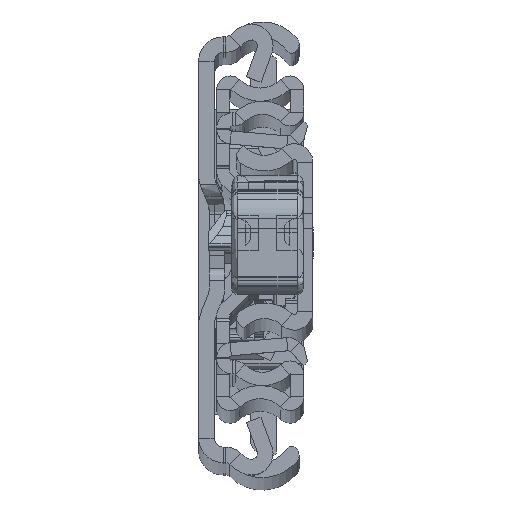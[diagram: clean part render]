
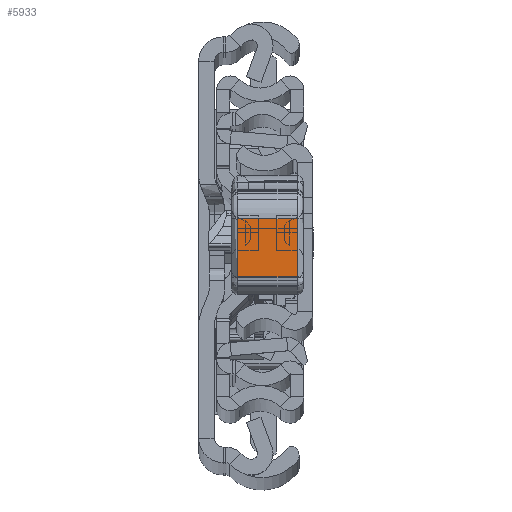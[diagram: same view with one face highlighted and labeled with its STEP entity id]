
A CAD part, top view. The second image highlights one B-rep face of the part: STEP entity #5933.
In plain terms, the highlighted face is planar.
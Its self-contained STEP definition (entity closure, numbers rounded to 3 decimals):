
#1083 = CARTESIAN_POINT ( 'NONE',  ( 39.55, -12.274, 11. ) ) ;
#1168 = LINE ( 'NONE', #10880, #2385 ) ;
#2066 = ORIENTED_EDGE ( 'NONE', *, *, #8642, .T. ) ;
#2385 = VECTOR ( 'NONE', #26877, 1000. ) ;
#3047 = LINE ( 'NONE', #3217, #17938 ) ;
#3217 = CARTESIAN_POINT ( 'NONE',  ( 39.55, -12.274, 11. ) ) ;
#3353 = EDGE_CURVE ( 'NONE', #13287, #25570, #1168, .T. ) ;
#3630 = FACE_OUTER_BOUND ( 'NONE', #17886, .T. ) ;
#4038 = CARTESIAN_POINT ( 'NONE',  ( 39.55, -12.274, 0. ) ) ;
#5322 = CARTESIAN_POINT ( 'NONE',  ( 39.818, -2.465, 11. ) ) ;
#5806 = CARTESIAN_POINT ( 'NONE',  ( 39.818, -2.465, 10. ) ) ;
#5933 = ADVANCED_FACE ( 'NONE', ( #3630 ), #32233, .F. ) ;
#8642 = EDGE_CURVE ( 'NONE', #25570, #28489, #16044, .T. ) ;
#10277 = DIRECTION ( 'NONE',  ( 0., 0., 1. ) ) ;
#10880 = CARTESIAN_POINT ( 'NONE',  ( 39.55, -12.274, 0. ) ) ;
#11044 = DIRECTION ( 'NONE',  ( 0., 0., -1. ) ) ;
#11448 = DIRECTION ( 'NONE',  ( -0.027, -1., 0. ) ) ;
#12128 = VECTOR ( 'NONE', #32021, 1000. ) ;
#13093 = ORIENTED_EDGE ( 'NONE', *, *, #3353, .T. ) ;
#13287 = VERTEX_POINT ( 'NONE', #4038 ) ;
#16030 = ORIENTED_EDGE ( 'NONE', *, *, #27600, .T. ) ;
#16044 = LINE ( 'NONE', #5322, #24300 ) ;
#17020 = CARTESIAN_POINT ( 'NONE',  ( 39.55, -12.274, 10. ) ) ;
#17886 = EDGE_LOOP ( 'NONE', ( #16030, #13093, #2066, #18403 ) ) ;
#17938 = VECTOR ( 'NONE', #11044, 1000. ) ;
#18403 = ORIENTED_EDGE ( 'NONE', *, *, #22196, .T. ) ;
#20354 = AXIS2_PLACEMENT_3D ( 'NONE', #1083, #24387, #11448 ) ;
#21440 = LINE ( 'NONE', #24489, #12128 ) ;
#22196 = EDGE_CURVE ( 'NONE', #28489, #31673, #21440, .T. ) ;
#23269 = CARTESIAN_POINT ( 'NONE',  ( 39.818, -2.465, 0. ) ) ;
#24300 = VECTOR ( 'NONE', #10277, 1000. ) ;
#24387 = DIRECTION ( 'NONE',  ( -1., 0.027, 0. ) ) ;
#24489 = CARTESIAN_POINT ( 'NONE',  ( 39.55, -12.274, 10. ) ) ;
#25570 = VERTEX_POINT ( 'NONE', #23269 ) ;
#26877 = DIRECTION ( 'NONE',  ( 0.027, 1., 0. ) ) ;
#27600 = EDGE_CURVE ( 'NONE', #31673, #13287, #3047, .T. ) ;
#28489 = VERTEX_POINT ( 'NONE', #5806 ) ;
#31673 = VERTEX_POINT ( 'NONE', #17020 ) ;
#32021 = DIRECTION ( 'NONE',  ( -0.027, -1., 0. ) ) ;
#32233 = PLANE ( 'NONE',  #20354 ) ;
